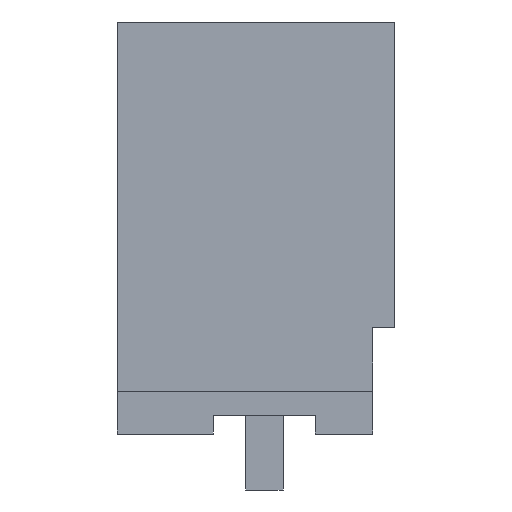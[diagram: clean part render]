
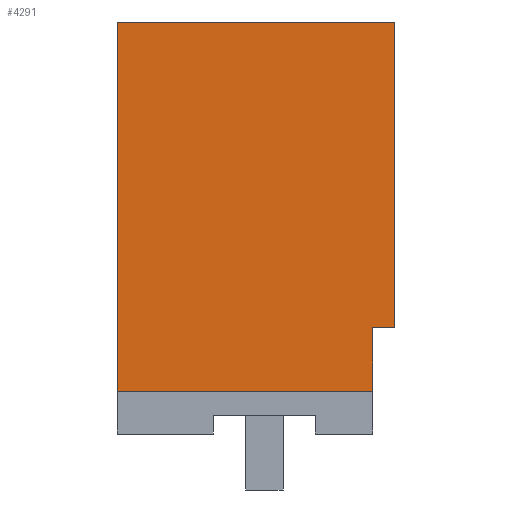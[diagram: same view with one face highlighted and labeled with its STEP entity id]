
A CAD part, left-side view. The second image highlights one B-rep face of the part: STEP entity #4291.
In plain terms, the highlighted planar face has unit normal (-1, 0, 0).
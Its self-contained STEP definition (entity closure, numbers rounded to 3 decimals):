
#4262=AXIS2_PLACEMENT_3D('Plane Axis2P3D',#4259,#4260,#4261) ;
#234=CARTESIAN_POINT('Vertex',(0.,7.45,2.65)) ;
#237=CARTESIAN_POINT('Line Origine',(0.,7.45,7.6)) ;
#241=CARTESIAN_POINT('Vertex',(0.,7.45,12.55)) ;
#3183=CARTESIAN_POINT('Vertex',(0.,0.6,4.35)) ;
#3186=CARTESIAN_POINT('Line Origine',(0.,0.6,3.5)) ;
#3190=CARTESIAN_POINT('Vertex',(0.,0.6,2.65)) ;
#3988=CARTESIAN_POINT('Line Origine',(0.,4.025,2.65)) ;
#4259=CARTESIAN_POINT('Axis2P3D Location',(0.,7.45,12.55)) ;
#4264=CARTESIAN_POINT('Line Origine',(0.,0.,8.45)) ;
#4268=CARTESIAN_POINT('Vertex',(0.,0.,12.55)) ;
#4270=CARTESIAN_POINT('Vertex',(0.,0.,4.35)) ;
#4273=CARTESIAN_POINT('Line Origine',(0.,3.725,12.55)) ;
#4278=CARTESIAN_POINT('Line Origine',(0.,0.3,4.35)) ;
#238=DIRECTION('Vector Direction',(0.,0.,-1.)) ;
#3187=DIRECTION('Vector Direction',(0.,0.,1.)) ;
#3989=DIRECTION('Vector Direction',(0.,-1.,0.)) ;
#4260=DIRECTION('Axis2P3D Direction',(-1.,0.,0.)) ;
#4261=DIRECTION('Axis2P3D XDirection',(0.,0.,1.)) ;
#4265=DIRECTION('Vector Direction',(0.,0.,-1.)) ;
#4274=DIRECTION('Vector Direction',(0.,-1.,0.)) ;
#4279=DIRECTION('Vector Direction',(0.,1.,0.)) ;
#239=VECTOR('Line Direction',#238,1.) ;
#3188=VECTOR('Line Direction',#3187,1.) ;
#3990=VECTOR('Line Direction',#3989,1.) ;
#4266=VECTOR('Line Direction',#4265,1.) ;
#4275=VECTOR('Line Direction',#4274,1.) ;
#4280=VECTOR('Line Direction',#4279,1.) ;
#4284=ORIENTED_EDGE('',*,*,#4272,.F.) ;
#4285=ORIENTED_EDGE('',*,*,#4277,.F.) ;
#4286=ORIENTED_EDGE('',*,*,#243,.T.) ;
#4287=ORIENTED_EDGE('',*,*,#3992,.T.) ;
#4288=ORIENTED_EDGE('',*,*,#3192,.T.) ;
#4289=ORIENTED_EDGE('',*,*,#4282,.F.) ;
#4291=ADVANCED_FACE('HOUSING',(#4290),#4263,.T.) ;
#243=EDGE_CURVE('',#242,#235,#240,.T.) ;
#3192=EDGE_CURVE('',#3191,#3184,#3189,.T.) ;
#3992=EDGE_CURVE('',#235,#3191,#3991,.T.) ;
#4272=EDGE_CURVE('',#4269,#4271,#4267,.T.) ;
#4277=EDGE_CURVE('',#242,#4269,#4276,.T.) ;
#4282=EDGE_CURVE('',#4271,#3184,#4281,.T.) ;
#4283=EDGE_LOOP('',(#4284,#4285,#4286,#4287,#4288,#4289)) ;
#4290=FACE_OUTER_BOUND('',#4283,.T.) ;
#240=LINE('Line',#237,#239) ;
#3189=LINE('Line',#3186,#3188) ;
#3991=LINE('Line',#3988,#3990) ;
#4267=LINE('Line',#4264,#4266) ;
#4276=LINE('Line',#4273,#4275) ;
#4281=LINE('Line',#4278,#4280) ;
#4263=PLANE('',#4262) ;
#235=VERTEX_POINT('',#234) ;
#242=VERTEX_POINT('',#241) ;
#3184=VERTEX_POINT('',#3183) ;
#3191=VERTEX_POINT('',#3190) ;
#4269=VERTEX_POINT('',#4268) ;
#4271=VERTEX_POINT('',#4270) ;
